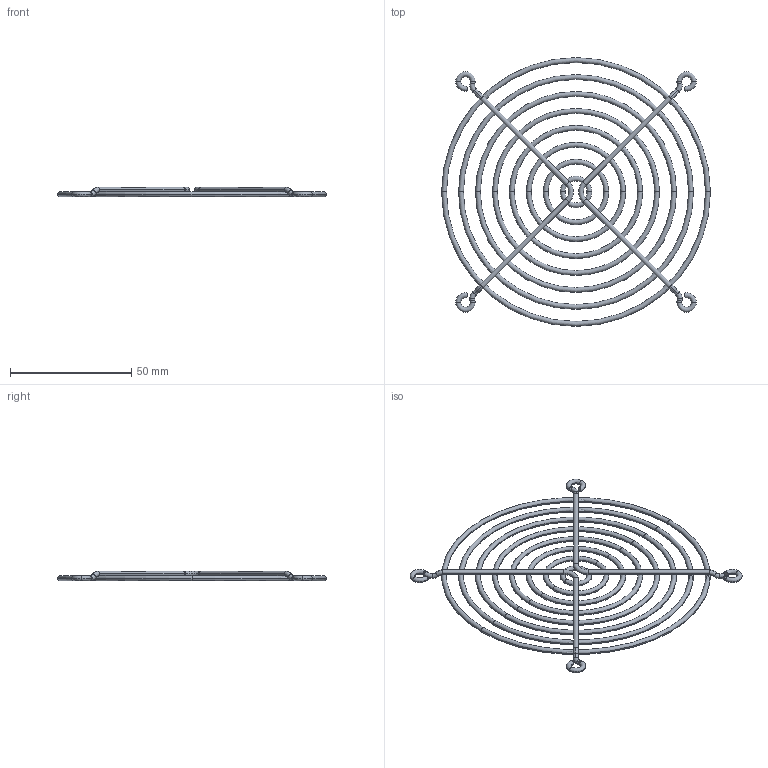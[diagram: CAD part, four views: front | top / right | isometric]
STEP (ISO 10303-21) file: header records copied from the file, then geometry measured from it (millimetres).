
FILE_DESCRIPTION (( 'STEP AP203' ), '1' );
FILE_NAME ('GrigliaAreazione.STEP', '2016-04-19T13:37:49', ( '' ), ( '' ), 'SwSTEP 2.0', 'SolidWorks 2013', '' );
FILE_SCHEMA (( 'CONFIG_CONTROL_DESIGN' ));
Length unit declared in the file: millimetre
Products named in the file (1): GrigliaAreazione
Bounding box: 111 x 111 x 3.9 mm (x, y, z)
Volume: 5712.7 mm3; surface area: 11400.2 mm2
Topology: 1 solids, 1 shells, 100 faces, 276 edges, 180 vertices
Faces by surface type: torus 88, cylinder 8, plane 4
Entity records: 3973 total; most frequent: CARTESIAN_POINT 1149, DIRECTION 618, ORIENTED_EDGE 552, AXIS2_PLACEMENT_3D 305, EDGE_CURVE 276, CIRCLE 204, VERTEX_POINT 180, EDGE_LOOP 164
